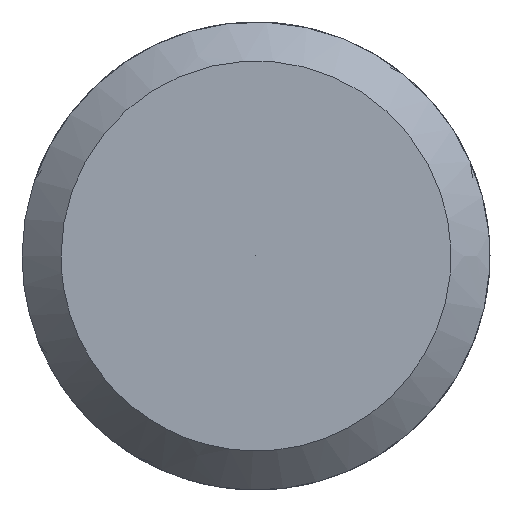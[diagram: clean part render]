
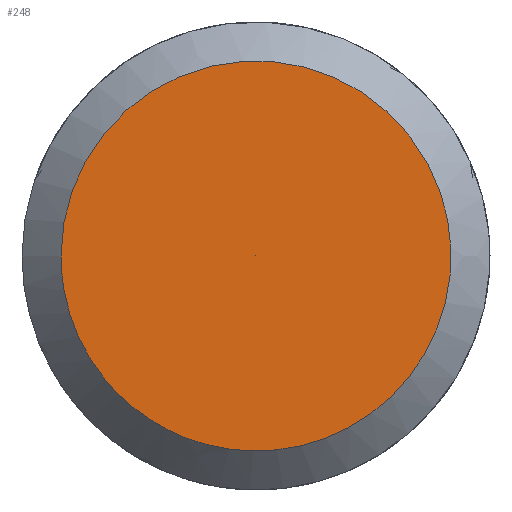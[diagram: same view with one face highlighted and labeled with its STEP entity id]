
A CAD part, left-side view. The second image highlights one B-rep face of the part: STEP entity #248.
In plain terms, the highlighted free-form (B-spline) face has degree [5, 1] with [6, 2] control points.
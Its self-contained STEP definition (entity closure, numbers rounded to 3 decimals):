
#176 = CARTESIAN_POINT ('', (-64., 2.5, 0.));
#177 = VERTEX_POINT ('', #176);
#185 = CARTESIAN_POINT ('', (-64., 2.5, 0.));
#186 = CARTESIAN_POINT ('', (-64., 2.5, 10.));
#187 = CARTESIAN_POINT ('', (-64., -7.5, 5.));
#188 = CARTESIAN_POINT ('', (-64., -7.5, -5.));
#189 = CARTESIAN_POINT ('', (-64., 2.5, -10.));
#190 = CARTESIAN_POINT ('', (-64., 2.5, 0.));
#191 = (
   BOUNDED_CURVE ()
   B_SPLINE_CURVE (5, (#185, #186, #187, #188, #189, #190), .UNSPECIFIED., .T., .U.)
   B_SPLINE_CURVE_WITH_KNOTS ((6, 6), (0., 1.), .UNSPECIFIED.)
   CURVE ()
   GEOMETRIC_REPRESENTATION_ITEM ()
   RATIONAL_B_SPLINE_CURVE ((5., 1., 1., 1., 1., 5.))
   REPRESENTATION_ITEM ('')
);
#192 = EDGE_CURVE ('', #177, #177, #191, .T.);
#224 = CARTESIAN_POINT ('', (-64., 0., 0.));
#225 = VERTEX_POINT ('', #224);
#226 = CARTESIAN_POINT ('', (-64., 0., 0.));
#227 = CARTESIAN_POINT ('', (-64., 2.5, 0.));
#228 = B_SPLINE_CURVE_WITH_KNOTS ('', 1, (#226, #227), .UNSPECIFIED., .F., .U., (2, 2), (0., 1.), .UNSPECIFIED.);
#229 = EDGE_CURVE ('', #225, #177, #228, .T.);
#230 = ORIENTED_EDGE ('', *, *, #229, .F.);
#231 = ORIENTED_EDGE ('', *, *, #229, .T.);
#232 = ORIENTED_EDGE ('', *, *, #192, .F.);
#233 = EDGE_LOOP ('', (#230, #231, #232));
#234 = FACE_OUTER_BOUND ('', #233, .T.);
#235 = CARTESIAN_POINT ('', (-64., 0., 0.));
#236 = CARTESIAN_POINT ('', (-64., 2.5, 0.));
#237 = CARTESIAN_POINT ('', (-64., 0., 0.));
#238 = CARTESIAN_POINT ('', (-64., 2.5, 10.));
#239 = CARTESIAN_POINT ('', (-64., 0., 0.));
#240 = CARTESIAN_POINT ('', (-64., -7.5, 5.));
#241 = CARTESIAN_POINT ('', (-64., 0., 0.));
#242 = CARTESIAN_POINT ('', (-64., -7.5, -5.));
#243 = CARTESIAN_POINT ('', (-64., 0., 0.));
#244 = CARTESIAN_POINT ('', (-64., 2.5, -10.));
#245 = CARTESIAN_POINT ('', (-64., 0., 0.));
#246 = CARTESIAN_POINT ('', (-64., 2.5, 0.));
#247 = (
   BOUNDED_SURFACE ()
   B_SPLINE_SURFACE (5, 1, ((#235, #236), (#237, #238), (#239, #240), (#241, #242), (#243, #244), (#245, #246)), .UNSPECIFIED., .T., .F., .U.)
   B_SPLINE_SURFACE_WITH_KNOTS ((6, 6), (2, 2), (0., 1.), (0., 1.), .UNSPECIFIED.)
   SURFACE ()
   GEOMETRIC_REPRESENTATION_ITEM ()
   RATIONAL_B_SPLINE_SURFACE (((5., 5.), (1., 1.), (1., 1.), (1., 1.), (1., 1.), (5., 5.)))
   REPRESENTATION_ITEM ('')
);
#248 = ADVANCED_FACE ('', (#234), #247, .T.);
